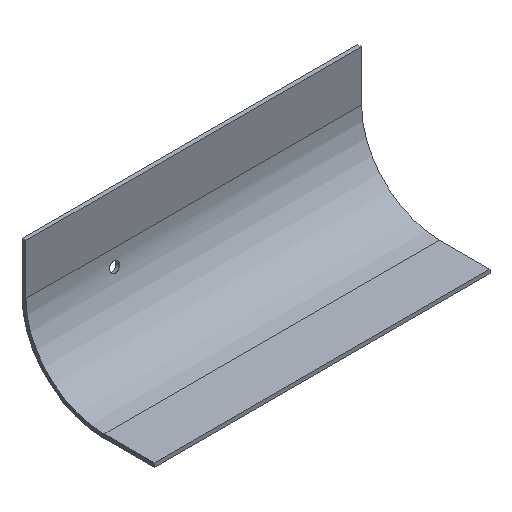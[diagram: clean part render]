
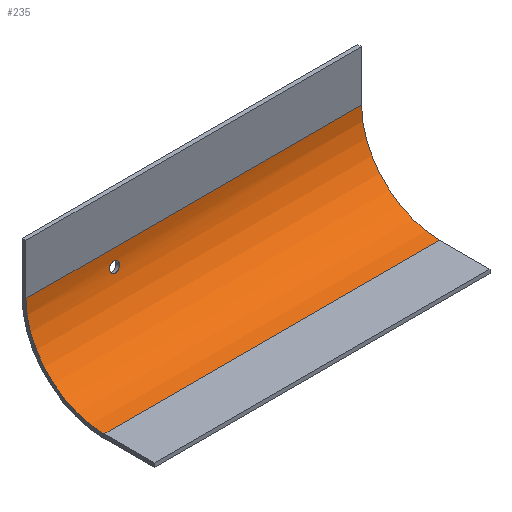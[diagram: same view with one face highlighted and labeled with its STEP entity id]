
A CAD part, isometric view. The second image highlights one B-rep face of the part: STEP entity #235.
In plain terms, the highlighted cylindrical face has radius 40 mm (diameter 80 mm), a partial arc.
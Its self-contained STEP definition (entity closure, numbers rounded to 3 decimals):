
#16=FACE_BOUND('',#43,.T.);
#18=CYLINDRICAL_SURFACE('',#273,40.);
#20=B_SPLINE_CURVE_WITH_KNOTS('',3,(#775,#776,#777,#778,#779,#780,#781,
#782,#783,#784,#785,#786,#787,#788,#789,#790,#791,#792,#793,#794,#795,#796,
#797,#798,#799,#800,#801,#802,#803,#804,#805,#806,#807,#808,#809,#810),
 .UNSPECIFIED.,.T.,.F.,(4,2,2,2,2,2,2,2,2,2,2,2,2,2,2,2,2,4),(0.,0.087,
0.173,0.262,0.352,0.438,
0.521,0.604,0.687,0.77,
0.856,0.944,1.034,1.121,1.205,
1.288,1.34,1.391),.UNSPECIFIED.);
#26=FACE_OUTER_BOUND('',#42,.T.);
#42=EDGE_LOOP('',(#174,#175,#176,#177));
#43=EDGE_LOOP('',(#178));
#61=LINE('',#815,#86);
#62=LINE('',#816,#87);
#86=VECTOR('',#309,10.);
#87=VECTOR('',#310,10.);
#105=CIRCLE('',#268,40.);
#107=CIRCLE('',#271,40.);
#110=VERTEX_POINT('',#352);
#111=VERTEX_POINT('',#354);
#114=VERTEX_POINT('',#361);
#115=VERTEX_POINT('',#363);
#117=VERTEX_POINT('',#773);
#128=EDGE_CURVE('',#111,#110,#105,.T.);
#132=EDGE_CURVE('',#115,#114,#107,.T.);
#136=EDGE_CURVE('',#117,#117,#20,.T.);
#139=EDGE_CURVE('',#111,#114,#61,.T.);
#140=EDGE_CURVE('',#115,#110,#62,.T.);
#174=ORIENTED_EDGE('',*,*,#132,.T.);
#175=ORIENTED_EDGE('',*,*,#139,.F.);
#176=ORIENTED_EDGE('',*,*,#128,.T.);
#177=ORIENTED_EDGE('',*,*,#140,.F.);
#178=ORIENTED_EDGE('',*,*,#136,.T.);
#235=ADVANCED_FACE('',(#26,#16),#18,.F.);
#268=AXIS2_PLACEMENT_3D('',#355,#291,#292);
#271=AXIS2_PLACEMENT_3D('',#364,#299,#300);
#273=AXIS2_PLACEMENT_3D('',#814,#307,#308);
#291=DIRECTION('center_axis',(1.,0.,0.));
#292=DIRECTION('ref_axis',(0.,0.,-1.));
#299=DIRECTION('center_axis',(-1.,0.,0.));
#300=DIRECTION('ref_axis',(0.,0.,-1.));
#307=DIRECTION('center_axis',(1.,0.,0.));
#308=DIRECTION('ref_axis',(0.,0.,-1.));
#309=DIRECTION('',(-1.,0.,0.));
#310=DIRECTION('',(1.,0.,0.));
#352=CARTESIAN_POINT('',(85.967,7.893,42.));
#354=CARTESIAN_POINT('',(85.967,-32.107,2.));
#355=CARTESIAN_POINT('Origin',(85.967,-32.107,42.));
#361=CARTESIAN_POINT('',(-85.967,-32.107,2.));
#363=CARTESIAN_POINT('',(-85.967,7.893,42.));
#364=CARTESIAN_POINT('Origin',(-85.967,-32.107,42.));
#773=CARTESIAN_POINT('',(-38.857,7.118,34.165));
#775=CARTESIAN_POINT('Ctrl Pts',(-38.857,7.118,34.165));
#776=CARTESIAN_POINT('Ctrl Pts',(-38.856,7.061,33.88));
#777=CARTESIAN_POINT('Ctrl Pts',(-38.91,6.998,33.579));
#778=CARTESIAN_POINT('Ctrl Pts',(-39.154,6.866,32.991));
#779=CARTESIAN_POINT('Ctrl Pts',(-39.334,6.804,32.726));
#780=CARTESIAN_POINT('Ctrl Pts',(-39.794,6.693,32.275));
#781=CARTESIAN_POINT('Ctrl Pts',(-40.071,6.647,32.095));
#782=CARTESIAN_POINT('Ctrl Pts',(-40.688,6.583,31.846));
#783=CARTESIAN_POINT('Ctrl Pts',(-41.022,6.566,31.782));
#784=CARTESIAN_POINT('Ctrl Pts',(-41.684,6.566,31.783));
#785=CARTESIAN_POINT('Ctrl Pts',(-42.005,6.582,31.843));
#786=CARTESIAN_POINT('Ctrl Pts',(-42.596,6.642,32.072));
#787=CARTESIAN_POINT('Ctrl Pts',(-42.861,6.683,32.236));
#788=CARTESIAN_POINT('Ctrl Pts',(-43.314,6.785,32.649));
#789=CARTESIAN_POINT('Ctrl Pts',(-43.498,6.844,32.895));
#790=CARTESIAN_POINT('Ctrl Pts',(-43.761,6.968,33.443));
#791=CARTESIAN_POINT('Ctrl Pts',(-43.837,7.032,33.74));
#792=CARTESIAN_POINT('Ctrl Pts',(-43.869,7.156,34.35));
#793=CARTESIAN_POINT('Ctrl Pts',(-43.824,7.214,34.656));
#794=CARTESIAN_POINT('Ctrl Pts',(-43.615,7.319,35.244));
#795=CARTESIAN_POINT('Ctrl Pts',(-43.449,7.365,35.519));
#796=CARTESIAN_POINT('Ctrl Pts',(-43.013,7.441,35.997));
#797=CARTESIAN_POINT('Ctrl Pts',(-42.746,7.47,36.194));
#798=CARTESIAN_POINT('Ctrl Pts',(-42.144,7.51,36.477));
#799=CARTESIAN_POINT('Ctrl Pts',(-41.814,7.521,36.558));
#800=CARTESIAN_POINT('Ctrl Pts',(-41.15,7.525,36.59));
#801=CARTESIAN_POINT('Ctrl Pts',(-40.823,7.519,36.543));
#802=CARTESIAN_POINT('Ctrl Pts',(-40.22,7.49,36.333));
#803=CARTESIAN_POINT('Ctrl Pts',(-39.946,7.467,36.178));
#804=CARTESIAN_POINT('Ctrl Pts',(-39.474,7.406,35.778));
#805=CARTESIAN_POINT('Ctrl Pts',(-39.278,7.368,35.536));
#806=CARTESIAN_POINT('Ctrl Pts',(-39.043,7.293,35.095));
#807=CARTESIAN_POINT('Ctrl Pts',(-38.973,7.261,34.915));
#808=CARTESIAN_POINT('Ctrl Pts',(-38.88,7.192,34.543));
#809=CARTESIAN_POINT('Ctrl Pts',(-38.856,7.156,34.354));
#810=CARTESIAN_POINT('Ctrl Pts',(-38.857,7.118,34.165));
#814=CARTESIAN_POINT('Origin',(0.,-32.107,42.));
#815=CARTESIAN_POINT('',(-42.984,-32.107,2.));
#816=CARTESIAN_POINT('',(42.984,7.893,42.));
